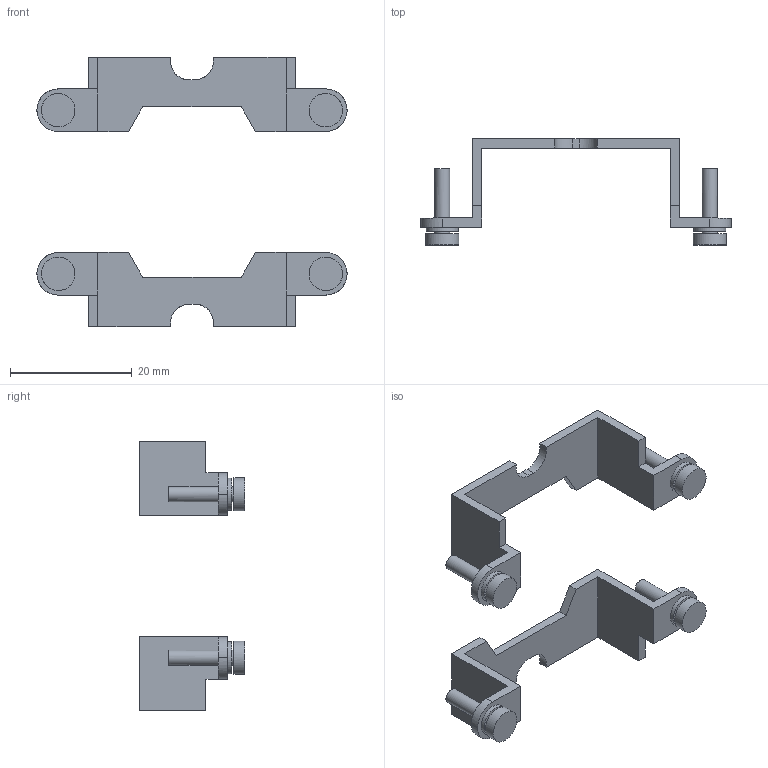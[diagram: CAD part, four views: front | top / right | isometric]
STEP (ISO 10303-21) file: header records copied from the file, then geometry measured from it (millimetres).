
FILE_DESCRIPTION(( 'HARTING HARTING HARTING HARTING HARTING HARTING HARTING HARTING HARTING', 'This Document is valid for Parts No. 09 11 000 9951 '),'2;1');
FILE_NAME('MD_09110009951_R25436.stp', '2003-12-01T09:25:47',('ITIS-3'),('HARTING KGaA, D-32339 Espelkamp'), 'I-DEAS Master Series 9','HP-UNIX','Yes');
FILE_SCHEMA(('AUTOMOTIVE_DESIGN { 1 0 10303 214 0 1 1 1 }'));
Length unit declared in the file: millimetre
Products named in the file (1): Han 1HC-Halterahmen
Bounding box: 51 x 17.4 x 44.3 mm (x, y, z)
Volume: 2524 mm3; surface area: 3963.2 mm2
Topology: 2 solids, 2 shells, 92 faces, 216 edges, 144 vertices
Faces by surface type: bspline 92
Entity records: 2682 total; most frequent: CARTESIAN_POINT 1313, ORIENTED_EDGE 432, EDGE_CURVE 216, VERTEX_POINT 144, EDGE_LOOP 108, FACE_OUTER_BOUND 92, ADVANCED_FACE 92, QUASI_UNIFORM_CURVE 84
